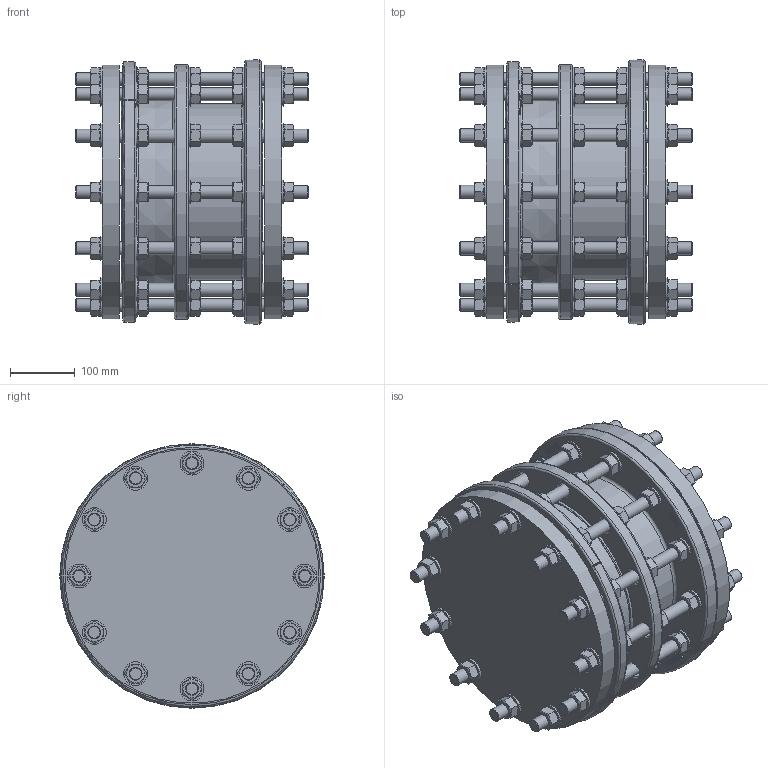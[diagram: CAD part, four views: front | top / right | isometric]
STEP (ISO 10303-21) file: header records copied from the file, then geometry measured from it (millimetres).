
FILE_DESCRIPTION(/* description */ ('PAS-20-CAST-DN250-PN10'),/* implementation_level */ '2;1');
FILE_NAME(/* name */ 'PAS-20-CAST-DN250-PN10.stp',/* time_stamp */ '2017-11-15T17:20:34+01:00',/* author */ ('HP-620 op ssd'),/* organization */ (''),/* preprocessor_version */ 'ST-DEVELOPER v16.5',/* originating_system */ 'Autodesk Inventor 2017',/* authorisation */ '');
FILE_SCHEMA (('AUTOMOTIVE_DESIGN { 1 0 10303 214 3 1 1 }'));
Products named in the file (9): PAS-20-CAST-DN250-PN10; 13000549; Void FpieceCast-PN10-DN250-OD273,1-RF-FB; FM-ID-279-S235JR; 13005xx9; ISO 7005-1 Blank Flange Type 05 Flat Face - ISO PN 10 DN250; 13000316; DACCAD-W-0004; DACCAD-Nut-0004
Assembly tree (138 placements, depth 2):
  PAS-20-CAST-DN250-PN10
    13000549
    Void FpieceCast-PN10-DN250-OD273,1-RF-FB
    FM-ID-279-S235JR
    13005xx9
    ISO 7005-1 Blank Flange Type 05 Flat Face - ISO PN 10 DN250  x2
    DACCAD-Nut-0004  x60
    DACCAD-W-0004  x60
    13000316  x12
Bounding box: 360 x 410 x 410 mm (x, y, z)
Volume: 14287617.1 mm3; surface area: 2186684.5 mm2
Topology: 138 solids, 138 shells, 2722 faces, 6740 edges, 4396 vertices
Faces by surface type: plane 1435, bspline 644, cone 309, cylinder 236, torus 98
Full cylindrical faces by diameter (mm): 17.294 x60, 20 x12, 21 x60, 22 x24, 24 x12, 37 x60, 250 x1, 255.1 x1, 273.1 x2, 303 x1, 395 x3
Entity records: 57945 total; most frequent: CARTESIAN_POINT 18698, ORIENTED_EDGE 8566, DIRECTION 5554, EDGE_CURVE 4283, VERTEX_POINT 2929, LINE 2658, VECTOR 2658, EDGE_LOOP 2048
